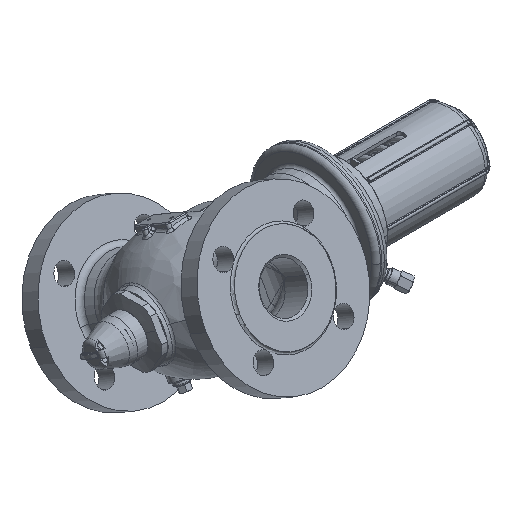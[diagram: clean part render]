
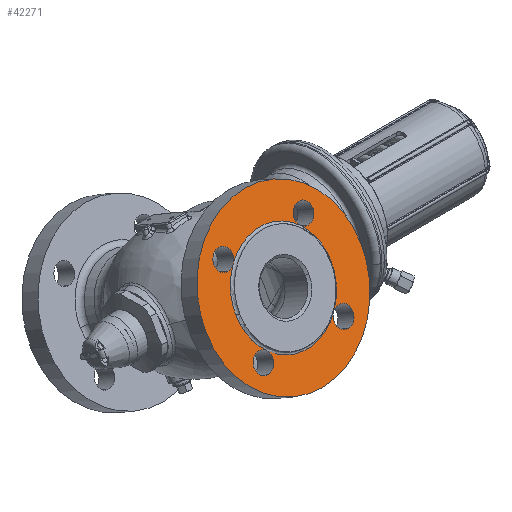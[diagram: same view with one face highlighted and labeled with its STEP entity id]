
A CAD part, isometric view. The second image highlights one B-rep face of the part: STEP entity #42271.
In plain terms, the highlighted planar face has unit normal (0, -0.866, 0.5).
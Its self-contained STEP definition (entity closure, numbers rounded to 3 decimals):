
#2828=CARTESIAN_POINT('',(-114.76,-84.87,
49.));
#2829=DIRECTION('',(0.,-0.866,0.5));
#2830=DIRECTION('',(-1.,0.,0.));
#2831=AXIS2_PLACEMENT_3D('',#2828,#2829,#2830);
#2833=CARTESIAN_POINT('',(-114.76,-84.87,
49.));
#2834=DIRECTION('',(0.,0.866,-0.5));
#2835=DIRECTION('',(-1.,0.,0.));
#2836=AXIS2_PLACEMENT_3D('',#2833,#2834,#2835);
#2838=CARTESIAN_POINT('',(-75.869,-65.425,
82.68));
#2839=DIRECTION('',(0.,0.866,-0.5));
#2840=DIRECTION('',(0.,0.5,0.866));
#2841=AXIS2_PLACEMENT_3D('',#2838,#2839,#2840);
#2843=CARTESIAN_POINT('',(-75.869,-65.425,
82.68));
#2844=DIRECTION('',(0.,0.866,-0.5));
#2845=DIRECTION('',(-0.707,-0.354,-0.612));
#2846=AXIS2_PLACEMENT_3D('',#2843,#2844,#2845);
#2848=CARTESIAN_POINT('',(-153.651,-65.425,
82.68));
#2849=DIRECTION('',(0.,0.866,-0.5));
#2850=DIRECTION('',(0.,0.5,0.866));
#2851=AXIS2_PLACEMENT_3D('',#2848,#2849,#2850);
#2853=CARTESIAN_POINT('',(-153.651,-65.425,
82.68));
#2854=DIRECTION('',(0.,0.866,-0.5));
#2855=DIRECTION('',(0.,-0.5,-0.866));
#2856=AXIS2_PLACEMENT_3D('',#2853,#2854,#2855);
#2858=CARTESIAN_POINT('',(-153.651,-65.425,
82.68));
#2859=DIRECTION('',(0.,0.866,-0.5));
#2860=DIRECTION('',(0.707,-0.354,-0.612));
#2861=AXIS2_PLACEMENT_3D('',#2858,#2859,#2860);
#2863=CARTESIAN_POINT('',(-153.651,-104.316,
15.32));
#2864=DIRECTION('',(0.,0.866,-0.5));
#2865=DIRECTION('',(0.,0.5,0.866));
#2866=AXIS2_PLACEMENT_3D('',#2863,#2864,#2865);
#2868=CARTESIAN_POINT('',(-153.651,-104.316,
15.32));
#2869=DIRECTION('',(0.,0.866,-0.5));
#2870=DIRECTION('',(0.,-0.5,-0.866));
#2871=AXIS2_PLACEMENT_3D('',#2868,#2869,#2870);
#2873=CARTESIAN_POINT('',(-153.651,-104.316,
15.32));
#2874=DIRECTION('',(0.,0.866,-0.5));
#2875=DIRECTION('',(0.707,0.354,0.612));
#2876=AXIS2_PLACEMENT_3D('',#2873,#2874,#2875);
#2878=CARTESIAN_POINT('',(-75.869,-104.316,
15.32));
#2879=DIRECTION('',(0.,0.866,-0.5));
#2880=DIRECTION('',(0.,-0.5,-0.866));
#2881=AXIS2_PLACEMENT_3D('',#2878,#2879,#2880);
#2883=CARTESIAN_POINT('',(-75.869,-104.316,
15.32));
#2884=DIRECTION('',(0.,0.866,-0.5));
#2885=DIRECTION('',(0.,0.5,0.866));
#2886=AXIS2_PLACEMENT_3D('',#2883,#2884,#2885);
#2888=CARTESIAN_POINT('',(-75.869,-104.316,
15.32));
#2889=DIRECTION('',(0.,0.866,-0.5));
#2890=DIRECTION('',(-0.707,0.354,0.612));
#2891=AXIS2_PLACEMENT_3D('',#2888,#2889,#2890);
#2893=CARTESIAN_POINT('',(-75.869,-65.425,
82.68));
#2894=DIRECTION('',(0.,0.866,-0.5));
#2895=DIRECTION('',(0.,-0.5,-0.866));
#2896=AXIS2_PLACEMENT_3D('',#2893,#2894,#2895);
#2906=CARTESIAN_POINT('',(-114.76,-84.87,
49.));
#2907=DIRECTION('',(0.,0.866,-0.5));
#2908=DIRECTION('',(-1.,0.,0.));
#2909=AXIS2_PLACEMENT_3D('',#2906,#2907,#2908);
#2911=CARTESIAN_POINT('',(-114.76,-84.87,
49.));
#2912=DIRECTION('',(0.,0.866,-0.5));
#2913=DIRECTION('',(-0.707,0.354,0.612));
#2914=AXIS2_PLACEMENT_3D('',#2911,#2912,#2913);
#2916=CARTESIAN_POINT('',(-114.76,-84.87,
49.));
#2917=DIRECTION('',(0.,0.866,-0.5));
#2918=DIRECTION('',(0.707,0.354,0.612));
#2919=AXIS2_PLACEMENT_3D('',#2916,#2917,#2918);
#2921=CARTESIAN_POINT('',(-114.76,-84.87,
49.));
#2922=DIRECTION('',(0.,-0.866,0.5));
#2923=DIRECTION('',(-1.,0.,0.));
#2924=AXIS2_PLACEMENT_3D('',#2921,#2922,#2923);
#2936=CARTESIAN_POINT('',(-114.76,-84.87,
49.));
#2937=DIRECTION('',(0.,-0.866,0.5));
#2938=DIRECTION('',(0.707,-0.354,-0.612));
#2939=AXIS2_PLACEMENT_3D('',#2936,#2937,#2938);
#2941=CARTESIAN_POINT('',(-114.76,-84.87,
49.));
#2942=DIRECTION('',(0.,-0.866,0.5));
#2943=DIRECTION('',(-0.707,-0.354,-0.612));
#2944=AXIS2_PLACEMENT_3D('',#2941,#2942,#2943);
#38054=CARTESIAN_POINT('',(-189.76,-84.87,
49.));
#38056=VERTEX_POINT('',#38054);
#38057=CARTESIAN_POINT('',(-160.76,-84.87,
49.));
#38059=VERTEX_POINT('',#38057);
#38096=CARTESIAN_POINT('',(-39.76,-84.87,
49.));
#38098=VERTEX_POINT('',#38096);
#38099=CARTESIAN_POINT('',(-68.76,-84.87,
49.));
#38101=VERTEX_POINT('',#38099);
#38650=CARTESIAN_POINT('',(-75.869,-60.925,
90.475));
#38651=CARTESIAN_POINT('',(-75.869,-69.925,
74.886));
#38652=VERTEX_POINT('',#38650);
#38653=VERTEX_POINT('',#38651);
#38654=CARTESIAN_POINT('',(-82.233,-68.607,
77.169));
#38655=VERTEX_POINT('',#38654);
#38656=CARTESIAN_POINT('',(-75.869,-99.816,
23.114));
#38657=CARTESIAN_POINT('',(-75.869,-108.816,
7.525));
#38658=VERTEX_POINT('',#38656);
#38659=VERTEX_POINT('',#38657);
#38660=CARTESIAN_POINT('',(-82.233,-101.134,
20.831));
#38661=VERTEX_POINT('',#38660);
#38662=CARTESIAN_POINT('',(-153.651,-99.816,
23.114));
#38663=CARTESIAN_POINT('',(-147.287,-101.134,
20.831));
#38664=VERTEX_POINT('',#38662);
#38665=VERTEX_POINT('',#38663);
#38666=CARTESIAN_POINT('',(-153.651,-108.816,
7.525));
#38667=VERTEX_POINT('',#38666);
#38668=CARTESIAN_POINT('',(-153.651,-60.925,
90.475));
#38669=CARTESIAN_POINT('',(-147.287,-68.607,
77.169));
#38670=VERTEX_POINT('',#38668);
#38671=VERTEX_POINT('',#38669);
#38672=CARTESIAN_POINT('',(-153.651,-69.925,
74.886));
#38673=VERTEX_POINT('',#38672);
#42224=CARTESIAN_POINT('',(-114.76,-84.87,
49.));
#42225=DIRECTION('',(0.,0.866,-0.5));
#42226=DIRECTION('',(1.,0.,0.));
#42227=AXIS2_PLACEMENT_3D('',#42224,#42225,#42226);
#42228=PLANE('',#42227);
#42229=ORIENTED_EDGE('',*,*,#42217,.F.);
#42230=ORIENTED_EDGE('',*,*,#42206,.T.);
#42231=EDGE_LOOP('',(#42229,#42230));
#42232=FACE_OUTER_BOUND('',#42231,.F.);
#42234=ORIENTED_EDGE('',*,*,#42233,.F.);
#42236=ORIENTED_EDGE('',*,*,#42235,.F.);
#42238=ORIENTED_EDGE('',*,*,#42237,.F.);
#42240=ORIENTED_EDGE('',*,*,#42239,.F.);
#42242=ORIENTED_EDGE('',*,*,#42241,.F.);
#42244=ORIENTED_EDGE('',*,*,#42243,.F.);
#42246=ORIENTED_EDGE('',*,*,#42245,.F.);
#42248=ORIENTED_EDGE('',*,*,#42247,.T.);
#42250=ORIENTED_EDGE('',*,*,#42249,.F.);
#42252=ORIENTED_EDGE('',*,*,#42251,.F.);
#42254=ORIENTED_EDGE('',*,*,#42253,.F.);
#42256=ORIENTED_EDGE('',*,*,#42255,.T.);
#42258=ORIENTED_EDGE('',*,*,#42257,.F.);
#42260=ORIENTED_EDGE('',*,*,#42259,.F.);
#42262=ORIENTED_EDGE('',*,*,#42261,.F.);
#42264=ORIENTED_EDGE('',*,*,#42263,.T.);
#42266=ORIENTED_EDGE('',*,*,#42265,.F.);
#42268=ORIENTED_EDGE('',*,*,#42267,.F.);
#42269=EDGE_LOOP('',(#42234,#42236,#42238,#42240,#42242,#42244,#42246,#42248,
#42250,#42252,#42254,#42256,#42258,#42260,#42262,#42264,#42266,#42268));
#42270=FACE_BOUND('',#42269,.F.);
#42271=ADVANCED_FACE('',(#42232,#42270),#42228,.F.);
#2832=CIRCLE('',#2831,75.);
#2837=CIRCLE('',#2836,75.);
#2842=CIRCLE('',#2841,9.);
#2847=CIRCLE('',#2846,9.);
#2852=CIRCLE('',#2851,9.);
#2857=CIRCLE('',#2856,9.);
#2862=CIRCLE('',#2861,9.);
#2867=CIRCLE('',#2866,9.);
#2872=CIRCLE('',#2871,9.);
#2877=CIRCLE('',#2876,9.);
#2882=CIRCLE('',#2881,9.);
#2887=CIRCLE('',#2886,9.);
#2892=CIRCLE('',#2891,9.);
#2897=CIRCLE('',#2896,9.);
#2910=CIRCLE('',#2909,46.);
#2915=CIRCLE('',#2914,46.);
#2920=CIRCLE('',#2919,46.);
#2925=CIRCLE('',#2924,46.);
#2940=CIRCLE('',#2939,46.);
#2945=CIRCLE('',#2944,46.);
#42206=EDGE_CURVE('',#38056,#38098,#2837,.T.);
#42217=EDGE_CURVE('',#38056,#38098,#2832,.T.);
#42233=EDGE_CURVE('',#38652,#38653,#2842,.T.);
#42235=EDGE_CURVE('',#38655,#38652,#2847,.T.);
#42237=EDGE_CURVE('',#38671,#38655,#2915,.T.);
#42239=EDGE_CURVE('',#38670,#38671,#2852,.T.);
#42241=EDGE_CURVE('',#38673,#38670,#2857,.T.);
#42243=EDGE_CURVE('',#38671,#38673,#2862,.T.);
#42245=EDGE_CURVE('',#38059,#38671,#2910,.T.);
#42247=EDGE_CURVE('',#38059,#38665,#2925,.T.);
#42249=EDGE_CURVE('',#38664,#38665,#2867,.T.);
#42251=EDGE_CURVE('',#38667,#38664,#2872,.T.);
#42253=EDGE_CURVE('',#38665,#38667,#2877,.T.);
#42255=EDGE_CURVE('',#38665,#38661,#2945,.T.);
#42257=EDGE_CURVE('',#38659,#38661,#2882,.T.);
#42259=EDGE_CURVE('',#38658,#38659,#2887,.T.);
#42261=EDGE_CURVE('',#38661,#38658,#2892,.T.);
#42263=EDGE_CURVE('',#38661,#38101,#2940,.T.);
#42265=EDGE_CURVE('',#38655,#38101,#2920,.T.);
#42267=EDGE_CURVE('',#38653,#38655,#2897,.T.);
